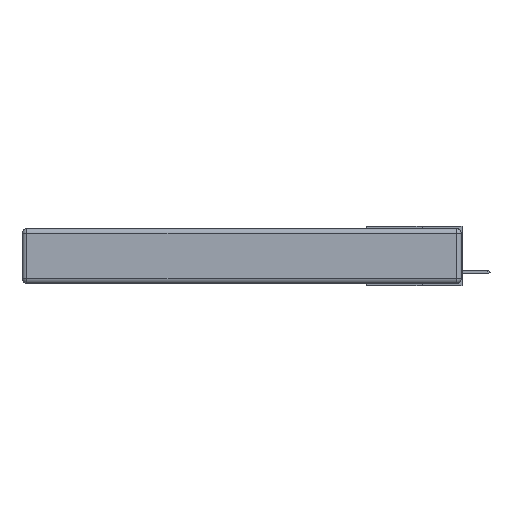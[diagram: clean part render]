
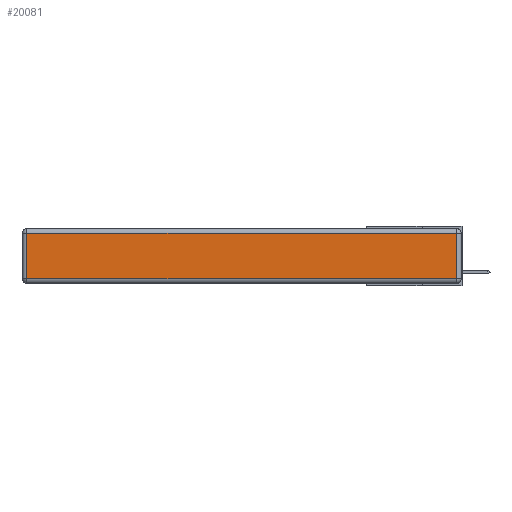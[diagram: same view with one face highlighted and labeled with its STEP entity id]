
A CAD part, left-side view. The second image highlights one B-rep face of the part: STEP entity #20081.
In plain terms, the highlighted planar face has unit normal (-1, 0, 0).
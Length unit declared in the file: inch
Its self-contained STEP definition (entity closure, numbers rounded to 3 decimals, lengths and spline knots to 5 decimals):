
#301 = LINE ( 'NONE', #10902, #20771 ) ;
#797 = DIRECTION ( 'NONE',  ( 0., 0., 1. ) ) ;
#2328 = ORIENTED_EDGE ( 'NONE', *, *, #3953, .T. ) ;
#3953 = EDGE_CURVE ( 'NONE', #15961, #23994, #23394, .T. ) ;
#4115 = EDGE_CURVE ( 'NONE', #23994, #9569, #301, .T. ) ;
#4277 = CARTESIAN_POINT ( 'NONE',  ( 0., 0.03, -0.03 ) ) ;
#4909 = ORIENTED_EDGE ( 'NONE', *, *, #4115, .T. ) ;
#5538 = VECTOR ( 'NONE', #27016, 39.37008 ) ;
#6051 = CARTESIAN_POINT ( 'NONE',  ( 0., 2.72, -0.03 ) ) ;
#6866 = LINE ( 'NONE', #25112, #14101 ) ;
#8339 = CARTESIAN_POINT ( 'NONE',  ( 0., 0.03, -0.313 ) ) ;
#9569 = VERTEX_POINT ( 'NONE', #8339 ) ;
#10902 = CARTESIAN_POINT ( 'NONE',  ( 0., 0., -0.313 ) ) ;
#10955 = LINE ( 'NONE', #19284, #25192 ) ;
#12328 = DIRECTION ( 'NONE',  ( 0., 1., 0. ) ) ;
#12721 = AXIS2_PLACEMENT_3D ( 'NONE', #15983, #15944, #25312 ) ;
#12804 = VERTEX_POINT ( 'NONE', #4277 ) ;
#14101 = VECTOR ( 'NONE', #12328, 39.37008 ) ;
#14774 = ORIENTED_EDGE ( 'NONE', *, *, #18794, .T. ) ;
#14875 = DIRECTION ( 'NONE',  ( 0., -1., 0. ) ) ;
#15944 = DIRECTION ( 'NONE',  ( -1., 0., 0. ) ) ;
#15961 = VERTEX_POINT ( 'NONE', #6051 ) ;
#15983 = CARTESIAN_POINT ( 'NONE',  ( 0., 0., -0.343 ) ) ;
#17440 = CARTESIAN_POINT ( 'NONE',  ( 0., 2.72, -0.313 ) ) ;
#18341 = PLANE ( 'NONE',  #12721 ) ;
#18794 = EDGE_CURVE ( 'NONE', #12804, #15961, #6866, .T. ) ;
#19284 = CARTESIAN_POINT ( 'NONE',  ( 0., 0.03, -0.343 ) ) ;
#20081 = ADVANCED_FACE ( 'NONE', ( #24643 ), #18341, .T. ) ;
#20539 = ORIENTED_EDGE ( 'NONE', *, *, #24848, .T. ) ;
#20771 = VECTOR ( 'NONE', #14875, 39.37008 ) ;
#21518 = EDGE_LOOP ( 'NONE', ( #4909, #20539, #14774, #2328 ) ) ;
#22691 = CARTESIAN_POINT ( 'NONE',  ( 0., 2.72, -0.343 ) ) ;
#23394 = LINE ( 'NONE', #22691, #5538 ) ;
#23994 = VERTEX_POINT ( 'NONE', #17440 ) ;
#24643 = FACE_OUTER_BOUND ( 'NONE', #21518, .T. ) ;
#24848 = EDGE_CURVE ( 'NONE', #9569, #12804, #10955, .T. ) ;
#25112 = CARTESIAN_POINT ( 'NONE',  ( 0., 2.75, -0.03 ) ) ;
#25192 = VECTOR ( 'NONE', #797, 39.37008 ) ;
#25312 = DIRECTION ( 'NONE',  ( 0., 0., 1. ) ) ;
#27016 = DIRECTION ( 'NONE',  ( 0., 0., -1. ) ) ;
